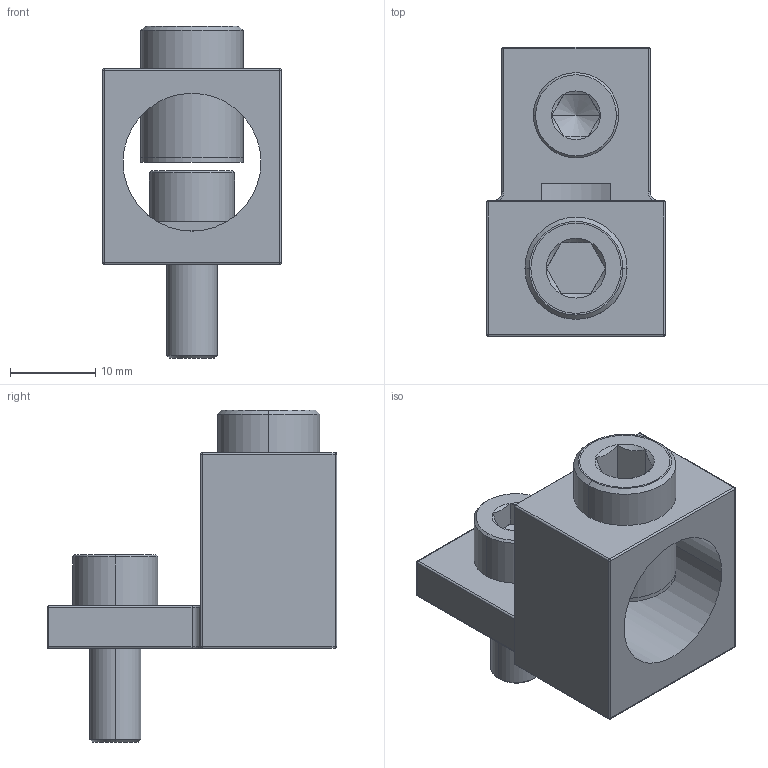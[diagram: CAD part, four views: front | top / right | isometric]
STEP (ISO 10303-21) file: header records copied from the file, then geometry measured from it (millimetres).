
FILE_DESCRIPTION((''),'2;1');
FILE_NAME('NM8-630_2__ASM','2021-09-07T08:33:55',('zhxmin'),(''),'CREO PARAMETRIC BY PTC INC, 2018020','CREO PARAMETRIC BY PTC INC, 2018020','');
FILE_SCHEMA(('CONFIG_CONTROL_DESIGN','SHAPE_APPEARANCE_LAYERS_GROUPS'));
Length unit declared in the file: metre
Products named in the file (9): 8ZTD579097-1_SOLID_1; 8ZTD579097-1_QUILT_1; 8ZTD901048-100-M12X16_SOLID_1; 8ZTD901048-100-M12X16_QUILT_1; M6X16_GB70_SOLID_1; M6X16_GB70_QUILT_1; 5ZTD574172_ASM; NM8-125__ASM; NM8-630_2__ASM
Assembly tree (8 placements, depth 4):
  NM8-630_2__ASM
    NM8-125__ASM
      5ZTD574172_ASM
        8ZTD579097-1_SOLID_1
        8ZTD579097-1_QUILT_1
        8ZTD901048-100-M12X16_SOLID_1
        8ZTD901048-100-M12X16_QUILT_1
        M6X16_GB70_SOLID_1
        M6X16_GB70_QUILT_1
Bounding box: 21 x 34 x 39 mm (x, y, z)
Volume: 7704.4 mm3; surface area: 6601.2 mm2
Topology: 3 solids, 6 shells, 539 faces, 1473 edges, 951 vertices
Faces by surface type: plane 466, cylinder 41, cone 18, sphere 10, torus 4
Entity records: 20669 total; most frequent: CARTESIAN_POINT 3240, ORIENTED_EDGE 2912, DIRECTION 2669, EDGE_CURVE 1461, VECTOR 1335, LINE 1335, VERTEX_POINT 951, AXIS2_PLACEMENT_3D 667
